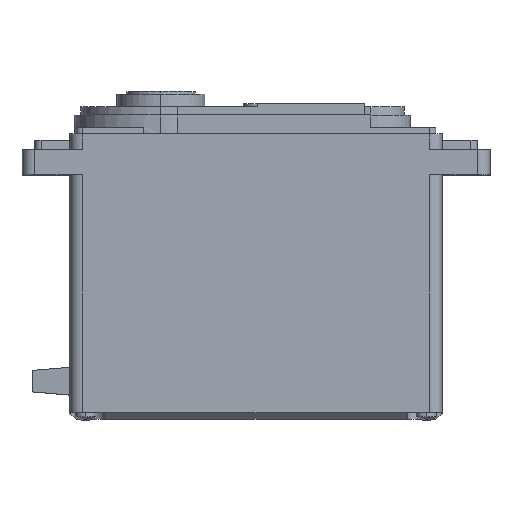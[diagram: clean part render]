
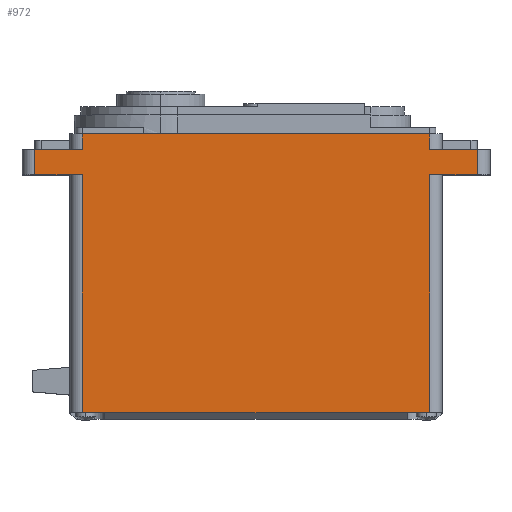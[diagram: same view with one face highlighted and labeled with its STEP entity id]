
A CAD part, top view. The second image highlights one B-rep face of the part: STEP entity #972.
In plain terms, the highlighted planar face has unit normal (0, 0, 1).
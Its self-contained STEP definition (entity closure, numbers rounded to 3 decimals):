
#71 = LINE ( 'NONE', #4132, #4605 ) ;
#80 = PLANE ( 'NONE',  #2461 ) ;
#112 = ORIENTED_EDGE ( 'NONE', *, *, #4309, .T. ) ;
#153 = CARTESIAN_POINT ( 'NONE',  ( 27.55, -21.55, 14.425 ) ) ;
#176 = VERTEX_POINT ( 'NONE', #1558 ) ;
#217 = LINE ( 'NONE', #5634, #2536 ) ;
#231 = VECTOR ( 'NONE', #4890, 1000. ) ;
#242 = EDGE_CURVE ( 'NONE', #775, #2538, #4397, .T. ) ;
#289 = VECTOR ( 'NONE', #5361, 1000. ) ;
#325 = VECTOR ( 'NONE', #931, 1000. ) ;
#381 = LINE ( 'NONE', #631, #3756 ) ;
#506 = DIRECTION ( 'NONE',  ( 0., 0., -1. ) ) ;
#508 = ORIENTED_EDGE ( 'NONE', *, *, #5238, .T. ) ;
#578 = LINE ( 'NONE', #5680, #1606 ) ;
#631 = CARTESIAN_POINT ( 'NONE',  ( 24.05, -21.65, 14.425 ) ) ;
#656 = CARTESIAN_POINT ( 'NONE',  ( -27.55, 16.15, 14.425 ) ) ;
#675 = VECTOR ( 'NONE', #2967, 1000. ) ;
#728 = VECTOR ( 'NONE', #4671, 1000. ) ;
#775 = VERTEX_POINT ( 'NONE', #153 ) ;
#797 = DIRECTION ( 'NONE',  ( 1., 0., 0. ) ) ;
#815 = VERTEX_POINT ( 'NONE', #4080 ) ;
#822 = VERTEX_POINT ( 'NONE', #4237 ) ;
#838 = EDGE_CURVE ( 'NONE', #5524, #4562, #4947, .T. ) ;
#888 = LINE ( 'NONE', #1924, #4263 ) ;
#931 = DIRECTION ( 'NONE',  ( 0., 1., 0. ) ) ;
#972 = ADVANCED_FACE ( 'NONE', ( #4390 ), #80, .F. ) ;
#986 = LINE ( 'NONE', #5467, #3195 ) ;
#987 = ORIENTED_EDGE ( 'NONE', *, *, #3392, .F. ) ;
#1079 = DIRECTION ( 'NONE',  ( 1., 0., 0. ) ) ;
#1082 = DIRECTION ( 'NONE',  ( 0., -1., 0. ) ) ;
#1226 = DIRECTION ( 'NONE',  ( -1., 0., 0. ) ) ;
#1319 = LINE ( 'NONE', #2994, #5610 ) ;
#1558 = CARTESIAN_POINT ( 'NONE',  ( 24.05, -21.55, 14.425 ) ) ;
#1596 = EDGE_CURVE ( 'NONE', #2538, #4630, #3820, .T. ) ;
#1606 = VECTOR ( 'NONE', #3466, 1000. ) ;
#1628 = VECTOR ( 'NONE', #4398, 1000. ) ;
#1764 = EDGE_CURVE ( 'NONE', #2831, #2120, #381, .T. ) ;
#1808 = CARTESIAN_POINT ( 'NONE',  ( 27.55, 20.15, 14.425 ) ) ;
#1924 = CARTESIAN_POINT ( 'NONE',  ( 29.55, -21.55, 14.425 ) ) ;
#1936 = VERTEX_POINT ( 'NONE', #2924 ) ;
#2079 = VERTEX_POINT ( 'NONE', #5254 ) ;
#2120 = VERTEX_POINT ( 'NONE', #3083 ) ;
#2248 = CARTESIAN_POINT ( 'NONE',  ( -29.55, 22.65, 14.425 ) ) ;
#2415 = LINE ( 'NONE', #1808, #231 ) ;
#2433 = DIRECTION ( 'NONE',  ( 0., -1., 0. ) ) ;
#2461 = AXIS2_PLACEMENT_3D ( 'NONE', #2248, #506, #3586 ) ;
#2504 = VECTOR ( 'NONE', #5338, 1000. ) ;
#2529 = LINE ( 'NONE', #5080, #4891 ) ;
#2536 = VECTOR ( 'NONE', #1226, 1000. ) ;
#2538 = VERTEX_POINT ( 'NONE', #2836 ) ;
#2612 = CARTESIAN_POINT ( 'NONE',  ( 27.55, 22.65, 14.425 ) ) ;
#2619 = ORIENTED_EDGE ( 'NONE', *, *, #5688, .T. ) ;
#2795 = EDGE_CURVE ( 'NONE', #4562, #2934, #578, .T. ) ;
#2831 = VERTEX_POINT ( 'NONE', #5221 ) ;
#2836 = CARTESIAN_POINT ( 'NONE',  ( 27.55, 16.15, 14.425 ) ) ;
#2900 = ORIENTED_EDGE ( 'NONE', *, *, #3654, .T. ) ;
#2924 = CARTESIAN_POINT ( 'NONE',  ( -24.05, -21.55, 14.425 ) ) ;
#2926 = LINE ( 'NONE', #2612, #1628 ) ;
#2934 = VERTEX_POINT ( 'NONE', #4877 ) ;
#2967 = DIRECTION ( 'NONE',  ( 1., 0., 0. ) ) ;
#2994 = CARTESIAN_POINT ( 'NONE',  ( -29.55, 22.65, 14.425 ) ) ;
#3061 = CARTESIAN_POINT ( 'NONE',  ( -27.55, 16.15, 14.425 ) ) ;
#3083 = CARTESIAN_POINT ( 'NONE',  ( 24.05, -21.65, 14.425 ) ) ;
#3140 = EDGE_CURVE ( 'NONE', #176, #2120, #986, .T. ) ;
#3155 = ORIENTED_EDGE ( 'NONE', *, *, #3867, .F. ) ;
#3180 = ORIENTED_EDGE ( 'NONE', *, *, #4464, .F. ) ;
#3182 = CARTESIAN_POINT ( 'NONE',  ( -27.55, 22.65, 14.425 ) ) ;
#3195 = VECTOR ( 'NONE', #1082, 1000. ) ;
#3312 = EDGE_LOOP ( 'NONE', ( #3180, #112, #5550, #3790, #3155, #508, #5164, #3714, #4274, #3514, #4416, #2619, #3525, #4081, #987, #2900 ) ) ;
#3339 = CARTESIAN_POINT ( 'NONE',  ( 27.55, 22.65, 14.425 ) ) ;
#3392 = EDGE_CURVE ( 'NONE', #2079, #822, #1319, .T. ) ;
#3408 = CARTESIAN_POINT ( 'NONE',  ( -27.55, 20.15, 14.425 ) ) ;
#3466 = DIRECTION ( 'NONE',  ( 0., -1., 0. ) ) ;
#3514 = ORIENTED_EDGE ( 'NONE', *, *, #242, .T. ) ;
#3525 = ORIENTED_EDGE ( 'NONE', *, *, #3539, .F. ) ;
#3539 = EDGE_CURVE ( 'NONE', #4078, #3810, #2415, .T. ) ;
#3560 = CARTESIAN_POINT ( 'NONE',  ( 35.15, 22.65, 14.425 ) ) ;
#3586 = DIRECTION ( 'NONE',  ( -1., 0., 0. ) ) ;
#3598 = CARTESIAN_POINT ( 'NONE',  ( 27.55, 20.15, 14.425 ) ) ;
#3654 = EDGE_CURVE ( 'NONE', #2079, #3672, #5401, .T. ) ;
#3672 = VERTEX_POINT ( 'NONE', #4089 ) ;
#3703 = LINE ( 'NONE', #3560, #325 ) ;
#3714 = ORIENTED_EDGE ( 'NONE', *, *, #3140, .F. ) ;
#3756 = VECTOR ( 'NONE', #1079, 1000. ) ;
#3790 = ORIENTED_EDGE ( 'NONE', *, *, #2795, .T. ) ;
#3810 = VERTEX_POINT ( 'NONE', #4232 ) ;
#3820 = LINE ( 'NONE', #4894, #2504 ) ;
#3867 = EDGE_CURVE ( 'NONE', #1936, #2934, #217, .T. ) ;
#3896 = VECTOR ( 'NONE', #3973, 1000. ) ;
#3973 = DIRECTION ( 'NONE',  ( 1., 0., 0. ) ) ;
#4062 = LINE ( 'NONE', #3408, #675 ) ;
#4078 = VERTEX_POINT ( 'NONE', #3598 ) ;
#4080 = CARTESIAN_POINT ( 'NONE',  ( -35.15, 20.15, 14.425 ) ) ;
#4081 = ORIENTED_EDGE ( 'NONE', *, *, #5625, .T. ) ;
#4089 = CARTESIAN_POINT ( 'NONE',  ( -27.55, 20.15, 14.425 ) ) ;
#4119 = DIRECTION ( 'NONE',  ( -1., 0., 0. ) ) ;
#4132 = CARTESIAN_POINT ( 'NONE',  ( -24.05, -21.55, 14.425 ) ) ;
#4208 = EDGE_CURVE ( 'NONE', #775, #176, #888, .T. ) ;
#4232 = CARTESIAN_POINT ( 'NONE',  ( 35.15, 20.15, 14.425 ) ) ;
#4237 = CARTESIAN_POINT ( 'NONE',  ( 27.55, 22.65, 14.425 ) ) ;
#4263 = VECTOR ( 'NONE', #4119, 1000. ) ;
#4274 = ORIENTED_EDGE ( 'NONE', *, *, #4208, .F. ) ;
#4309 = EDGE_CURVE ( 'NONE', #815, #5524, #2529, .T. ) ;
#4390 = FACE_OUTER_BOUND ( 'NONE', #3312, .T. ) ;
#4397 = LINE ( 'NONE', #3339, #728 ) ;
#4398 = DIRECTION ( 'NONE',  ( 0., 1., 0. ) ) ;
#4416 = ORIENTED_EDGE ( 'NONE', *, *, #1596, .T. ) ;
#4448 = CARTESIAN_POINT ( 'NONE',  ( 35.15, 16.15, 14.425 ) ) ;
#4464 = EDGE_CURVE ( 'NONE', #815, #3672, #4062, .T. ) ;
#4562 = VERTEX_POINT ( 'NONE', #3061 ) ;
#4605 = VECTOR ( 'NONE', #5476, 1000. ) ;
#4630 = VERTEX_POINT ( 'NONE', #4448 ) ;
#4671 = DIRECTION ( 'NONE',  ( 0., 1., 0. ) ) ;
#4877 = CARTESIAN_POINT ( 'NONE',  ( -27.55, -21.55, 14.425 ) ) ;
#4890 = DIRECTION ( 'NONE',  ( 1., 0., 0. ) ) ;
#4891 = VECTOR ( 'NONE', #2433, 1000. ) ;
#4894 = CARTESIAN_POINT ( 'NONE',  ( 27.55, 16.15, 14.425 ) ) ;
#4947 = LINE ( 'NONE', #656, #3896 ) ;
#5080 = CARTESIAN_POINT ( 'NONE',  ( -35.15, 22.65, 14.425 ) ) ;
#5164 = ORIENTED_EDGE ( 'NONE', *, *, #1764, .T. ) ;
#5221 = CARTESIAN_POINT ( 'NONE',  ( -24.05, -21.65, 14.425 ) ) ;
#5238 = EDGE_CURVE ( 'NONE', #1936, #2831, #71, .T. ) ;
#5254 = CARTESIAN_POINT ( 'NONE',  ( -27.55, 22.65, 14.425 ) ) ;
#5338 = DIRECTION ( 'NONE',  ( 1., 0., 0. ) ) ;
#5361 = DIRECTION ( 'NONE',  ( 0., -1., 0. ) ) ;
#5401 = LINE ( 'NONE', #3182, #289 ) ;
#5467 = CARTESIAN_POINT ( 'NONE',  ( 24.05, -21.55, 14.425 ) ) ;
#5476 = DIRECTION ( 'NONE',  ( 0., -1., 0. ) ) ;
#5524 = VERTEX_POINT ( 'NONE', #5655 ) ;
#5550 = ORIENTED_EDGE ( 'NONE', *, *, #838, .T. ) ;
#5610 = VECTOR ( 'NONE', #797, 1000. ) ;
#5625 = EDGE_CURVE ( 'NONE', #4078, #822, #2926, .T. ) ;
#5634 = CARTESIAN_POINT ( 'NONE',  ( -29.55, -21.55, 14.425 ) ) ;
#5655 = CARTESIAN_POINT ( 'NONE',  ( -35.15, 16.15, 14.425 ) ) ;
#5680 = CARTESIAN_POINT ( 'NONE',  ( -27.55, 22.65, 14.425 ) ) ;
#5688 = EDGE_CURVE ( 'NONE', #4630, #3810, #3703, .T. ) ;
